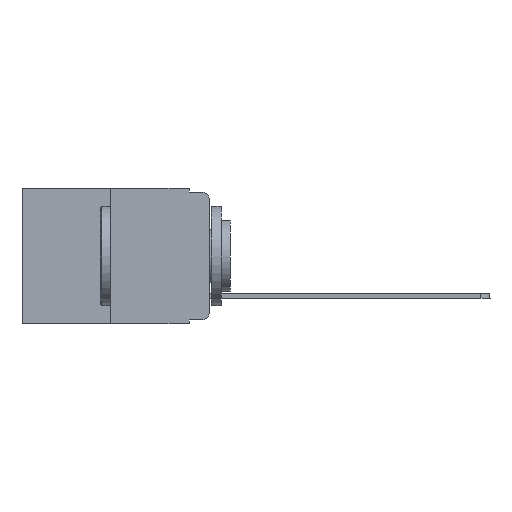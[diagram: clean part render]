
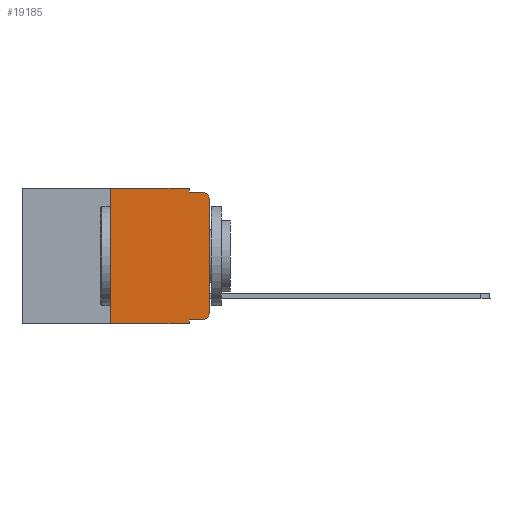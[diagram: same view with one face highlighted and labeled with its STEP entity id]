
A CAD part, left-side view. The second image highlights one B-rep face of the part: STEP entity #19185.
In plain terms, the highlighted planar face has unit normal (-1, 0, 0).
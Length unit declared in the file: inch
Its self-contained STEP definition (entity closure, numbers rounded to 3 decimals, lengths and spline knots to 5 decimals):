
#198 = CARTESIAN_POINT ( 'NONE',  ( 0., 0.051, -0.01 ) ) ;
#340 = DIRECTION ( 'NONE',  ( 0., 0., -1. ) ) ;
#364 = EDGE_LOOP ( 'NONE', ( #12089, #14800, #14543, #2654, #14248, #5058, #15908, #13293, #17298, #8447 ) ) ;
#566 = AXIS2_PLACEMENT_3D ( 'NONE', #17842, #19642, #729 ) ;
#573 = EDGE_CURVE ( 'NONE', #3678, #3625, #6745, .T. ) ;
#729 = DIRECTION ( 'NONE',  ( 0., 0., -1. ) ) ;
#1106 = LINE ( 'NONE', #6850, #11570 ) ;
#1114 = CARTESIAN_POINT ( 'NONE',  ( 0., 0.473, 0. ) ) ;
#1864 = EDGE_CURVE ( 'NONE', #3625, #17647, #19576, .T. ) ;
#2078 = CARTESIAN_POINT ( 'NONE',  ( 0., 0.473, 0. ) ) ;
#2214 = VERTEX_POINT ( 'NONE', #14827 ) ;
#2632 = CARTESIAN_POINT ( 'NONE',  ( 0., 0., -0.313 ) ) ;
#2654 = ORIENTED_EDGE ( 'NONE', *, *, #14252, .F. ) ;
#2753 = VERTEX_POINT ( 'NONE', #8919 ) ;
#3087 = VERTEX_POINT ( 'NONE', #198 ) ;
#3388 = VECTOR ( 'NONE', #8620, 39.37008 ) ;
#3625 = VERTEX_POINT ( 'NONE', #17518 ) ;
#3678 = VERTEX_POINT ( 'NONE', #19242 ) ;
#3794 = VERTEX_POINT ( 'NONE', #5370 ) ;
#3997 = CARTESIAN_POINT ( 'NONE',  ( 0., 0.473, -0.343 ) ) ;
#4468 = DIRECTION ( 'NONE',  ( -1., 0., 0. ) ) ;
#4671 = CARTESIAN_POINT ( 'NONE',  ( 0., 0., 0. ) ) ;
#5058 = ORIENTED_EDGE ( 'NONE', *, *, #8034, .F. ) ;
#5131 = CARTESIAN_POINT ( 'NONE',  ( 0., 0.051, -0.343 ) ) ;
#5146 = EDGE_CURVE ( 'NONE', #2214, #14364, #6591, .T. ) ;
#5370 = CARTESIAN_POINT ( 'NONE',  ( 0., 0.051, 0. ) ) ;
#5525 = DIRECTION ( 'NONE',  ( 0., -1., 0. ) ) ;
#6021 = DIRECTION ( 'NONE',  ( 0., 0., -1. ) ) ;
#6263 = EDGE_CURVE ( 'NONE', #17647, #2214, #10618, .T. ) ;
#6504 = LINE ( 'NONE', #14698, #17374 ) ;
#6591 = CIRCLE ( 'NONE', #12856, 0.02 ) ;
#6745 = LINE ( 'NONE', #14589, #15669 ) ;
#6850 = CARTESIAN_POINT ( 'NONE',  ( 0., 0.051, 0. ) ) ;
#6946 = VECTOR ( 'NONE', #10494, 39.37008 ) ;
#7379 = DIRECTION ( 'NONE',  ( 0., 0., -1. ) ) ;
#8034 = EDGE_CURVE ( 'NONE', #2753, #8793, #6504, .T. ) ;
#8393 = PLANE ( 'NONE',  #10412 ) ;
#8447 = ORIENTED_EDGE ( 'NONE', *, *, #1864, .T. ) ;
#8620 = DIRECTION ( 'NONE',  ( 0., -1., 0. ) ) ;
#8793 = VERTEX_POINT ( 'NONE', #14831 ) ;
#8919 = CARTESIAN_POINT ( 'NONE',  ( 0., 0.25, -0.343 ) ) ;
#8951 = VECTOR ( 'NONE', #14792, 39.37008 ) ;
#9018 = CARTESIAN_POINT ( 'NONE',  ( 0., 0.051, 0. ) ) ;
#9348 = LINE ( 'NONE', #9018, #10041 ) ;
#9922 = DIRECTION ( 'NONE',  ( 1., 0., 0. ) ) ;
#10041 = VECTOR ( 'NONE', #7379, 39.37008 ) ;
#10412 = AXIS2_PLACEMENT_3D ( 'NONE', #2078, #9922, #14267 ) ;
#10494 = DIRECTION ( 'NONE',  ( 0., -1., 0. ) ) ;
#10618 = LINE ( 'NONE', #4671, #18654 ) ;
#10627 = LINE ( 'NONE', #1114, #3388 ) ;
#11570 = VECTOR ( 'NONE', #340, 39.37008 ) ;
#11585 = DIRECTION ( 'NONE',  ( 0., 0., 1. ) ) ;
#12089 = ORIENTED_EDGE ( 'NONE', *, *, #6263, .T. ) ;
#12121 = CARTESIAN_POINT ( 'NONE',  ( 0., 0.02, -0.03 ) ) ;
#12442 = EDGE_CURVE ( 'NONE', #2753, #19871, #14290, .T. ) ;
#12856 = AXIS2_PLACEMENT_3D ( 'NONE', #12121, #4468, #6021 ) ;
#13293 = ORIENTED_EDGE ( 'NONE', *, *, #19204, .F. ) ;
#14248 = ORIENTED_EDGE ( 'NONE', *, *, #18418, .F. ) ;
#14252 = EDGE_CURVE ( 'NONE', #3794, #3087, #9348, .T. ) ;
#14267 = DIRECTION ( 'NONE',  ( 0., 0., -1. ) ) ;
#14290 = LINE ( 'NONE', #3997, #8951 ) ;
#14307 = EDGE_CURVE ( 'NONE', #3087, #14364, #19322, .T. ) ;
#14364 = VERTEX_POINT ( 'NONE', #17386 ) ;
#14543 = ORIENTED_EDGE ( 'NONE', *, *, #14307, .F. ) ;
#14589 = CARTESIAN_POINT ( 'NONE',  ( 0., 0.051, -0.333 ) ) ;
#14698 = CARTESIAN_POINT ( 'NONE',  ( 0., 0.25, 0. ) ) ;
#14792 = DIRECTION ( 'NONE',  ( 0., -1., 0. ) ) ;
#14800 = ORIENTED_EDGE ( 'NONE', *, *, #5146, .T. ) ;
#14827 = CARTESIAN_POINT ( 'NONE',  ( 0., 0., -0.03 ) ) ;
#14831 = CARTESIAN_POINT ( 'NONE',  ( 0., 0.25, 0. ) ) ;
#15464 = FACE_OUTER_BOUND ( 'NONE', #364, .T. ) ;
#15474 = DIRECTION ( 'NONE',  ( 0., 0., 1. ) ) ;
#15669 = VECTOR ( 'NONE', #5525, 39.37008 ) ;
#15908 = ORIENTED_EDGE ( 'NONE', *, *, #12442, .T. ) ;
#17298 = ORIENTED_EDGE ( 'NONE', *, *, #573, .T. ) ;
#17374 = VECTOR ( 'NONE', #11585, 39.37008 ) ;
#17386 = CARTESIAN_POINT ( 'NONE',  ( 0., 0.02, -0.01 ) ) ;
#17518 = CARTESIAN_POINT ( 'NONE',  ( 0., 0.02, -0.333 ) ) ;
#17647 = VERTEX_POINT ( 'NONE', #2632 ) ;
#17842 = CARTESIAN_POINT ( 'NONE',  ( 0., 0.02, -0.313 ) ) ;
#18264 = CARTESIAN_POINT ( 'NONE',  ( 0., 0.051, -0.01 ) ) ;
#18418 = EDGE_CURVE ( 'NONE', #8793, #3794, #10627, .T. ) ;
#18654 = VECTOR ( 'NONE', #15474, 39.37008 ) ;
#19185 = ADVANCED_FACE ( 'NONE', ( #15464 ), #8393, .F. ) ;
#19204 = EDGE_CURVE ( 'NONE', #3678, #19871, #1106, .T. ) ;
#19242 = CARTESIAN_POINT ( 'NONE',  ( 0., 0.051, -0.333 ) ) ;
#19322 = LINE ( 'NONE', #18264, #6946 ) ;
#19576 = CIRCLE ( 'NONE', #566, 0.02 ) ;
#19642 = DIRECTION ( 'NONE',  ( -1., 0., 0. ) ) ;
#19871 = VERTEX_POINT ( 'NONE', #5131 ) ;
